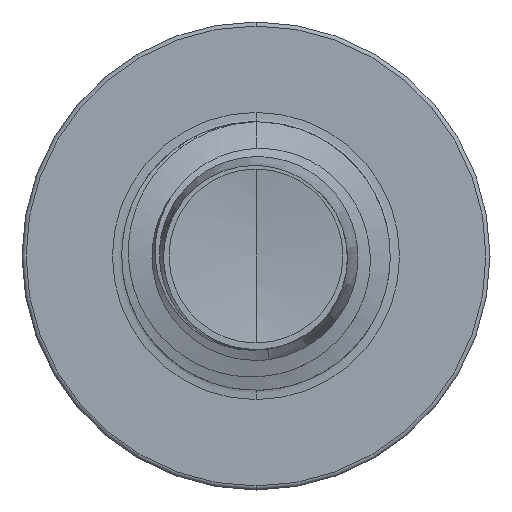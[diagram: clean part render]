
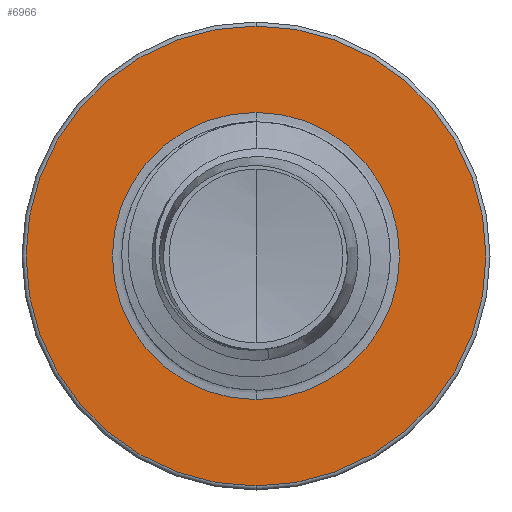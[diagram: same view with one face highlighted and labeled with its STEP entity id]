
A CAD part, front view. The second image highlights one B-rep face of the part: STEP entity #6966.
In plain terms, the highlighted planar face has unit normal (0, -1, 0).
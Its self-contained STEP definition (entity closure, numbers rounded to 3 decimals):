
#1085 = AXIS2_PLACEMENT_3D ( 'NONE', #12505, #6286, #13515 ) ;
#1226 = CARTESIAN_POINT ( 'NONE',  ( 0., 6.5, 1.872 ) ) ;
#1642 = AXIS2_PLACEMENT_3D ( 'NONE', #7403, #14644, #8474 ) ;
#1733 = ORIENTED_EDGE ( 'NONE', *, *, #12133, .F. ) ;
#2465 = AXIS2_PLACEMENT_3D ( 'NONE', #10903, #4167, #11890 ) ;
#2663 = CARTESIAN_POINT ( 'NONE',  ( 0., 6.5, -1.872 ) ) ;
#3405 = PLANE ( 'NONE',  #5080 ) ;
#3606 = CARTESIAN_POINT ( 'NONE',  ( 0., 6.5, -2.997 ) ) ;
#3807 = DIRECTION ( 'NONE',  ( 0., 1., 0. ) ) ;
#3961 = ORIENTED_EDGE ( 'NONE', *, *, #11488, .F. ) ;
#4167 = DIRECTION ( 'NONE',  ( 0., 1., 0. ) ) ;
#4877 = CIRCLE ( 'NONE', #1642, 2.998 ) ;
#4908 = FACE_BOUND ( 'NONE', #7071, .T. ) ;
#5080 = AXIS2_PLACEMENT_3D ( 'NONE', #12249, #5965, #13225 ) ;
#5965 = DIRECTION ( 'NONE',  ( 0., 1., 0. ) ) ;
#6286 = DIRECTION ( 'NONE',  ( 0., 1., 0. ) ) ;
#6926 = EDGE_LOOP ( 'NONE', ( #3961, #1733 ) ) ;
#6966 = ADVANCED_FACE ( 'NONE', ( #8075, #4908 ), #3405, .F. ) ;
#7071 = EDGE_LOOP ( 'NONE', ( #10524, #10519 ) ) ;
#7403 = CARTESIAN_POINT ( 'NONE',  ( 0., 6.5, 0. ) ) ;
#7404 = CARTESIAN_POINT ( 'NONE',  ( 0., 6.5, 2.998 ) ) ;
#8075 = FACE_OUTER_BOUND ( 'NONE', #6926, .T. ) ;
#8188 = AXIS2_PLACEMENT_3D ( 'NONE', #10594, #3807, #11605 ) ;
#8474 = DIRECTION ( 'NONE',  ( 0., 0., 1. ) ) ;
#8669 = VERTEX_POINT ( 'NONE', #7404 ) ;
#8840 = CIRCLE ( 'NONE', #1085, 2.998 ) ;
#9783 = VERTEX_POINT ( 'NONE', #1226 ) ;
#9962 = CIRCLE ( 'NONE', #2465, 1.872 ) ;
#10519 = ORIENTED_EDGE ( 'NONE', *, *, #10742, .T. ) ;
#10524 = ORIENTED_EDGE ( 'NONE', *, *, #14374, .T. ) ;
#10594 = CARTESIAN_POINT ( 'NONE',  ( 0., 6.5, 0. ) ) ;
#10742 = EDGE_CURVE ( 'NONE', #11600, #9783, #9962, .T. ) ;
#10903 = CARTESIAN_POINT ( 'NONE',  ( 0., 6.5, 0. ) ) ;
#11488 = EDGE_CURVE ( 'NONE', #8669, #13412, #4877, .T. ) ;
#11600 = VERTEX_POINT ( 'NONE', #2663 ) ;
#11605 = DIRECTION ( 'NONE',  ( 0., 0., 1. ) ) ;
#11890 = DIRECTION ( 'NONE',  ( 0., 0., 1. ) ) ;
#12133 = EDGE_CURVE ( 'NONE', #13412, #8669, #8840, .T. ) ;
#12249 = CARTESIAN_POINT ( 'NONE',  ( 0., 6.5, -1.872 ) ) ;
#12505 = CARTESIAN_POINT ( 'NONE',  ( 0., 6.5, 0. ) ) ;
#13225 = DIRECTION ( 'NONE',  ( 0., 0., 1. ) ) ;
#13412 = VERTEX_POINT ( 'NONE', #3606 ) ;
#13515 = DIRECTION ( 'NONE',  ( 0., 0., 1. ) ) ;
#14244 = CIRCLE ( 'NONE', #8188, 1.872 ) ;
#14374 = EDGE_CURVE ( 'NONE', #9783, #11600, #14244, .T. ) ;
#14644 = DIRECTION ( 'NONE',  ( 0., 1., 0. ) ) ;
